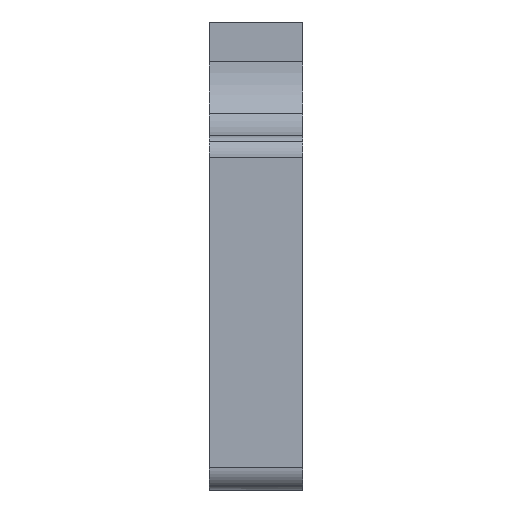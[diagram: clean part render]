
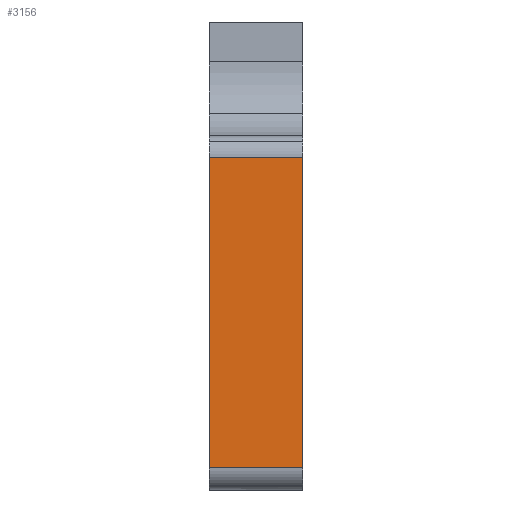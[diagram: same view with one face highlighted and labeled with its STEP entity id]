
A CAD part, left-side view. The second image highlights one B-rep face of the part: STEP entity #3156.
In plain terms, the highlighted planar face has unit normal (-1, 0, 0).
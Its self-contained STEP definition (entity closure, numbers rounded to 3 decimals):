
#133 = CARTESIAN_POINT ( 'NONE',  ( -33.753, 25.087, 0. ) ) ;
#152 = LINE ( 'NONE', #133, #1742 ) ;
#477 = DIRECTION ( 'NONE',  ( 0., 0., -1. ) ) ;
#636 = AXIS2_PLACEMENT_3D ( 'NONE', #2425, #1794, #2118 ) ;
#769 = CARTESIAN_POINT ( 'NONE',  ( -33.753, 18.738, 0. ) ) ;
#787 = CARTESIAN_POINT ( 'NONE',  ( -33.753, 25.087, -30.5 ) ) ;
#809 = VECTOR ( 'NONE', #2953, 1000. ) ;
#897 = LINE ( 'NONE', #1890, #3859 ) ;
#916 = FACE_OUTER_BOUND ( 'NONE', #2805, .T. ) ;
#967 = VECTOR ( 'NONE', #1090, 1000. ) ;
#1090 = DIRECTION ( 'NONE',  ( 0., 0., 1. ) ) ;
#1362 = VERTEX_POINT ( 'NONE', #787 ) ;
#1483 = ORIENTED_EDGE ( 'NONE', *, *, #2697, .F. ) ;
#1591 = CARTESIAN_POINT ( 'NONE',  ( -33.753, 18.738, -9.45 ) ) ;
#1722 = EDGE_CURVE ( 'NONE', #1362, #2724, #3317, .T. ) ;
#1742 = VECTOR ( 'NONE', #477, 1000. ) ;
#1794 = DIRECTION ( 'NONE',  ( -1., 0., 0. ) ) ;
#1890 = CARTESIAN_POINT ( 'NONE',  ( -33.753, 11.75, -9.45 ) ) ;
#2118 = DIRECTION ( 'NONE',  ( 0., 0., 1. ) ) ;
#2147 = DIRECTION ( 'NONE',  ( 0., -1., 0. ) ) ;
#2161 = PLANE ( 'NONE',  #636 ) ;
#2425 = CARTESIAN_POINT ( 'NONE',  ( -33.753, 0., 0. ) ) ;
#2471 = CARTESIAN_POINT ( 'NONE',  ( -33.753, 25.087, -9.45 ) ) ;
#2516 = EDGE_CURVE ( 'NONE', #2724, #3315, #3579, .T. ) ;
#2697 = EDGE_CURVE ( 'NONE', #2792, #3315, #897, .T. ) ;
#2724 = VERTEX_POINT ( 'NONE', #3053 ) ;
#2738 = CARTESIAN_POINT ( 'NONE',  ( -33.753, 19.5, -30.5 ) ) ;
#2792 = VERTEX_POINT ( 'NONE', #2471 ) ;
#2805 = EDGE_LOOP ( 'NONE', ( #1483, #3081, #3736, #3411 ) ) ;
#2953 = DIRECTION ( 'NONE',  ( 0., -1., 0. ) ) ;
#3053 = CARTESIAN_POINT ( 'NONE',  ( -33.753, 18.738, -30.5 ) ) ;
#3081 = ORIENTED_EDGE ( 'NONE', *, *, #3716, .T. ) ;
#3156 = ADVANCED_FACE ( 'NONE', ( #916 ), #2161, .T. ) ;
#3315 = VERTEX_POINT ( 'NONE', #1591 ) ;
#3317 = LINE ( 'NONE', #2738, #809 ) ;
#3411 = ORIENTED_EDGE ( 'NONE', *, *, #2516, .T. ) ;
#3579 = LINE ( 'NONE', #769, #967 ) ;
#3716 = EDGE_CURVE ( 'NONE', #2792, #1362, #152, .T. ) ;
#3736 = ORIENTED_EDGE ( 'NONE', *, *, #1722, .T. ) ;
#3859 = VECTOR ( 'NONE', #2147, 1000. ) ;
